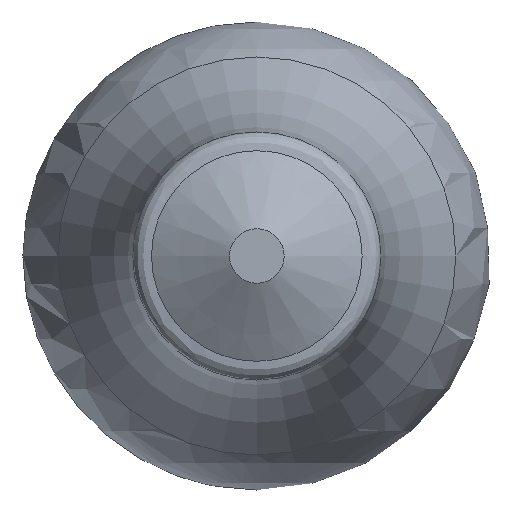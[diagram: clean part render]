
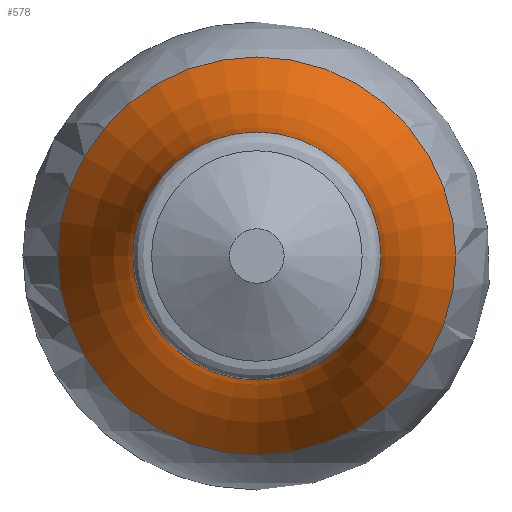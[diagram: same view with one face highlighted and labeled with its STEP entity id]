
A CAD part, front view. The second image highlights one B-rep face of the part: STEP entity #578.
In plain terms, the highlighted toroidal (fillet/blend) face has major radius 80.19 mm and minor radius 64.29 mm.
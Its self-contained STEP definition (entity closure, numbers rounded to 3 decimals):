
#133=TOROIDAL_SURFACE('',#640,80.19,64.29);
#139=FACE_OUTER_BOUND('',#180,.T.);
#180=EDGE_LOOP('',(#401,#402,#403,#404,#405));
#222=CIRCLE('',#639,25.514);
#223=CIRCLE('',#641,64.29);
#224=CIRCLE('',#642,15.9);
#225=CIRCLE('',#643,15.9);
#263=VERTEX_POINT('',#913);
#264=VERTEX_POINT('',#916);
#265=VERTEX_POINT('',#918);
#318=EDGE_CURVE('',#263,#263,#222,.T.);
#319=EDGE_CURVE('',#263,#264,#223,.T.);
#320=EDGE_CURVE('',#265,#264,#224,.T.);
#321=EDGE_CURVE('',#264,#265,#225,.T.);
#401=ORIENTED_EDGE('',*,*,#318,.T.);
#402=ORIENTED_EDGE('',*,*,#319,.T.);
#403=ORIENTED_EDGE('',*,*,#320,.F.);
#404=ORIENTED_EDGE('',*,*,#321,.F.);
#405=ORIENTED_EDGE('',*,*,#319,.F.);
#578=ADVANCED_FACE('',(#139),#133,.F.);
#639=AXIS2_PLACEMENT_3D('',#914,#720,#721);
#640=AXIS2_PLACEMENT_3D('',#915,#722,#723);
#641=AXIS2_PLACEMENT_3D('',#917,#724,#725);
#642=AXIS2_PLACEMENT_3D('',#919,#726,#727);
#643=AXIS2_PLACEMENT_3D('',#920,#728,#729);
#720=DIRECTION('center_axis',(0.,-1.,0.));
#721=DIRECTION('ref_axis',(1.,0.,0.));
#722=DIRECTION('center_axis',(0.,-1.,0.));
#723=DIRECTION('ref_axis',(0.,0.,-1.));
#724=DIRECTION('center_axis',(-1.,0.,0.));
#725=DIRECTION('ref_axis',(0.,0.,1.));
#726=DIRECTION('center_axis',(0.,-1.,0.));
#727=DIRECTION('ref_axis',(1.,0.,0.));
#728=DIRECTION('center_axis',(0.,-1.,0.));
#729=DIRECTION('ref_axis',(1.,0.,0.));
#913=CARTESIAN_POINT('',(0.,40.219,25.514));
#914=CARTESIAN_POINT('Origin',(0.,40.219,0.));
#915=CARTESIAN_POINT('Origin',(0.,6.4,0.));
#916=CARTESIAN_POINT('',(0.,6.4,15.9));
#917=CARTESIAN_POINT('Origin',(0.,6.4,80.19));
#918=CARTESIAN_POINT('',(-15.9,6.4,0.));
#919=CARTESIAN_POINT('Origin',(0.,6.4,0.));
#920=CARTESIAN_POINT('Origin',(0.,6.4,0.));
